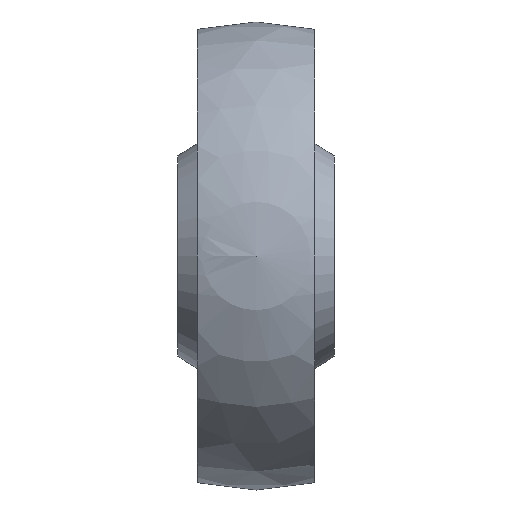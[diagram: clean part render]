
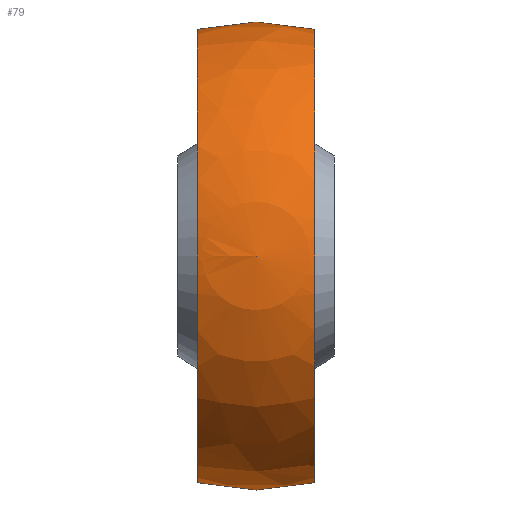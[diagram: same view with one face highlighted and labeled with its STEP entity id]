
A CAD part, left-side view. The second image highlights one B-rep face of the part: STEP entity #79.
In plain terms, the highlighted spherical face has radius 12 mm.
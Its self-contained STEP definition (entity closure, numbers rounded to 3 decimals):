
#79 = ADVANCED_FACE( '', ( #165, #166 ), #167, .T. );
#165 = FACE_BOUND( '', #243, .T. );
#166 = FACE_OUTER_BOUND( '', #244, .T. );
#167 = SPHERICAL_SURFACE( '', #245, 12. );
#243 = VERTEX_LOOP( '', #372 );
#244 = EDGE_LOOP( '', ( #373, #374, #375, #376 ) );
#245 = AXIS2_PLACEMENT_3D( '', #377, #378, #379 );
#372 = VERTEX_POINT( '', #427 );
#373 = ORIENTED_EDGE( '', *, *, #398, .F. );
#374 = ORIENTED_EDGE( '', *, *, #424, .T. );
#375 = ORIENTED_EDGE( '', *, *, #388, .F. );
#376 = ORIENTED_EDGE( '', *, *, #415, .T. );
#377 = CARTESIAN_POINT( '', ( 0., 0., 0. ) );
#378 = DIRECTION( '', ( 1., 0., 0. ) );
#379 = DIRECTION( '', ( 0., 1., 0. ) );
#388 = EDGE_CURVE( '', #441, #443, #444, .T. );
#398 = EDGE_CURVE( '', #456, #459, #460, .T. );
#415 = EDGE_CURVE( '', #441, #459, #483, .F. );
#424 = EDGE_CURVE( '', #456, #443, #494, .F. );
#427 = CARTESIAN_POINT( '', ( -12., 0., 0. ) );
#441 = VERTEX_POINT( '', #524 );
#443 = VERTEX_POINT( '', #533 );
#444 = CIRCLE( '', #534, 8.686 );
#456 = VERTEX_POINT( '', #553 );
#459 = VERTEX_POINT( '', #563 );
#460 = CIRCLE( '', #564, 8.686 );
#483 = CIRCLE( '', #609, 11.619 );
#494 = CIRCLE( '', #621, 11.619 );
#524 = CARTESIAN_POINT( '', ( 8.28, 3., 8.151 ) );
#533 = CARTESIAN_POINT( '', ( 8.28, -3., 8.151 ) );
#534 = AXIS2_PLACEMENT_3D( '', #633, #634, #635 );
#553 = CARTESIAN_POINT( '', ( 8.28, -3., -8.151 ) );
#563 = CARTESIAN_POINT( '', ( 8.28, 3., -8.151 ) );
#564 = AXIS2_PLACEMENT_3D( '', #648, #649, #650 );
#609 = AXIS2_PLACEMENT_3D( '', #667, #668, #669 );
#621 = AXIS2_PLACEMENT_3D( '', #677, #678, #679 );
#633 = CARTESIAN_POINT( '', ( 8.28, 0., 0. ) );
#634 = DIRECTION( '', ( 1., 0., 0. ) );
#635 = DIRECTION( '', ( 0., 0., -1. ) );
#648 = CARTESIAN_POINT( '', ( 8.28, 0., 0. ) );
#649 = DIRECTION( '', ( 1., 0., 0. ) );
#650 = DIRECTION( '', ( 0., 0., -1. ) );
#667 = CARTESIAN_POINT( '', ( 0., 3., 0. ) );
#668 = DIRECTION( '', ( 0., 1., 0. ) );
#669 = DIRECTION( '', ( 0., 0., 1. ) );
#677 = CARTESIAN_POINT( '', ( 0., -3., 0. ) );
#678 = DIRECTION( '', ( 0., -1., 0. ) );
#679 = DIRECTION( '', ( 0., 0., -1. ) );
